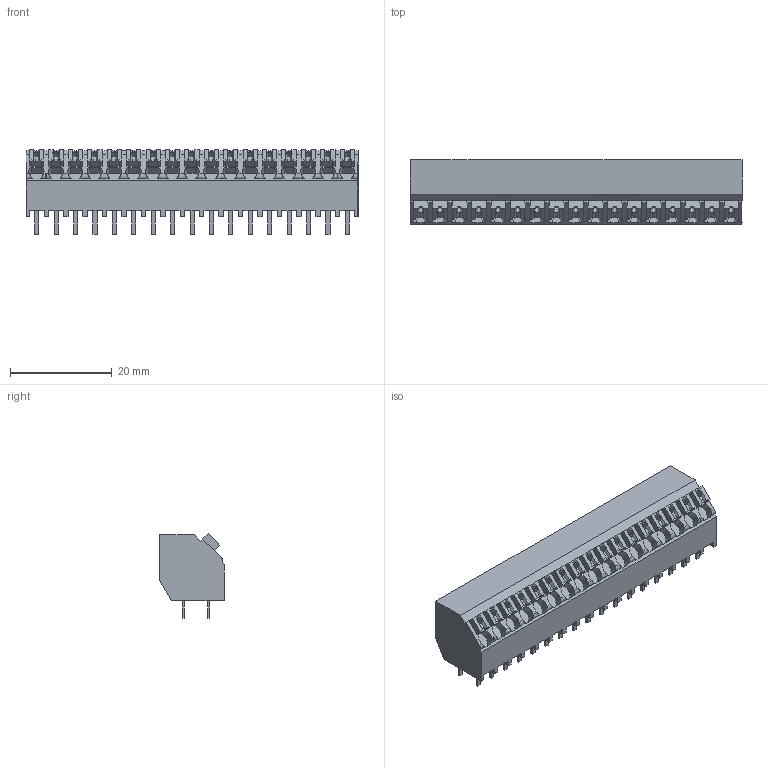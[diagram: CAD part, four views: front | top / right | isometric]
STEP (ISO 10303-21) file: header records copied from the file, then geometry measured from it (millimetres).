
FILE_DESCRIPTION(('CATIA V5 STEP Exchange','CAx-IF Rec.Pracs.--- Model Styling and Organization---1.2---2011-12-15'),'2;1');
FILE_NAME ('D1458538_0_1886030000_1886030000.stp','2018-03-20T11:57:46+00:00',('none'),('Weidmueller'),'CATIA Version 5-6 Release 2014','CATIA V5 STEP AP214','none');
FILE_SCHEMA(('AUTOMOTIVE_DESIGN { 1 0 10303 214 1 1 1 1 }'));
Length unit declared in the file: millimetre
Products named in the file (1): 1886030000
Bounding box: 65.16 x 12.7 x 16.66 mm (x, y, z)
Volume: 7468.4 mm3; surface area: 6902.2 mm2
Topology: 52 solids, 52 shells, 1035 faces, 2977 edges, 2046 vertices
Faces by surface type: plane 946, cylinder 89
Entity records: 31025 total; most frequent: CARTESIAN_POINT 6140, ORIENTED_EDGE 5954, DIRECTION 3781, EDGE_CURVE 2977, VECTOR 2632, LINE 2632, VERTEX_POINT 2046, EDGE_LOOP 1069
